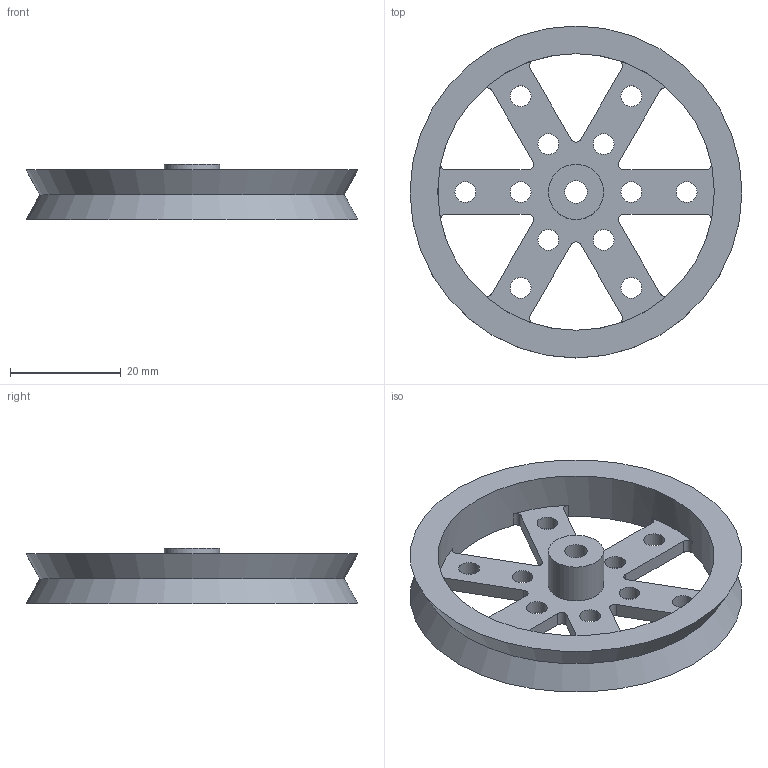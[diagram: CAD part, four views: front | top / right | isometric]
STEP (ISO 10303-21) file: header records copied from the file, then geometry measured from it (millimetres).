
FILE_DESCRIPTION(('Open CASCADE Model'),'2;1');
FILE_NAME('Open CASCADE Shape Model','2025-12-29T16:41:45',('Author'),( 'Open CASCADE'),'Open CASCADE STEP processor 7.8','Open CASCADE 7.8' ,'Unknown');
FILE_SCHEMA(('AUTOMOTIVE_DESIGN { 1 0 10303 214 1 1 1 1 }'));
Length unit declared in the file: millimetre
Products named in the file (1): Open CASCADE STEP translator 7.8 1
Bounding box: 60 x 60 x 10 mm (x, y, z)
Volume: 8431.2 mm3; surface area: 7873 mm2
Topology: 1 solids, 1 shells, 51 faces, 158 edges, 105 vertices
Faces by surface type: cylinder 33, plane 16, cone 2
Full cylindrical faces by diameter (mm): 3.75 x12, 4.1 x1, 10 x1, 50 x1
Entity records: 4103 total; most frequent: CARTESIAN_POINT 968, DIRECTION 597, ORIENTED_EDGE 316, PCURVE 316, DEFINITIONAL_REPRESENTATION 316, LINE 306, VECTOR 306, EDGE_CURVE 158
